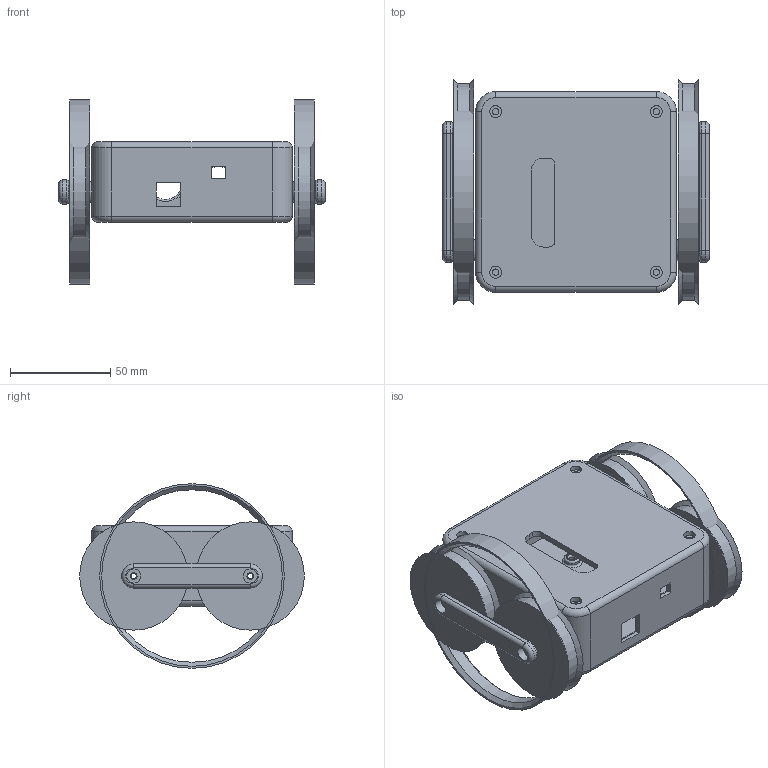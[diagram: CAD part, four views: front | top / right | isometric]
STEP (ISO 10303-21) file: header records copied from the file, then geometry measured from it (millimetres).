
FILE_DESCRIPTION(/* description */ (''),/* implementation_level */ '2;1');
FILE_NAME(/* name */ 'Bug v4.step',/* time_stamp */ '2024-08-24T08:58:22-04:00',/* author */ (''),/* organization */ (''),/* preprocessor_version */ 'ST-DEVELOPER v20',/* originating_system */ 'Autodesk Translation Framework v13.14.0.145',/* authorisation */ '');
FILE_SCHEMA (('AUTOMOTIVE_DESIGN { 1 0 10303 214 3 1 1 }'));
Length unit declared in the file: millimetre
Products named in the file (1): Bug
Bounding box: 133 x 112 x 92 mm (x, y, z)
Volume: 214302.6 mm3; surface area: 110197.6 mm2
Topology: 10 solids, 10 shells, 312 faces, 696 edges, 431 vertices
Faces by surface type: cylinder 124, plane 123, torus 45, cone 20
Full cylindrical faces by diameter (mm): 2.8 x7, 3.2 x10, 4.2 x2, 4.6 x4, 6 x4, 7 x4, 8 x3, 10 x2, 12 x2, 16.4 x2, 50 x4, 86 x2, 92 x2
Entity records: 8882 total; most frequent: DIRECTION 1638, CARTESIAN_POINT 1558, ORIENTED_EDGE 1392, EDGE_CURVE 696, AXIS2_PLACEMENT_3D 639, VERTEX_POINT 431, EDGE_LOOP 385, LINE 360
